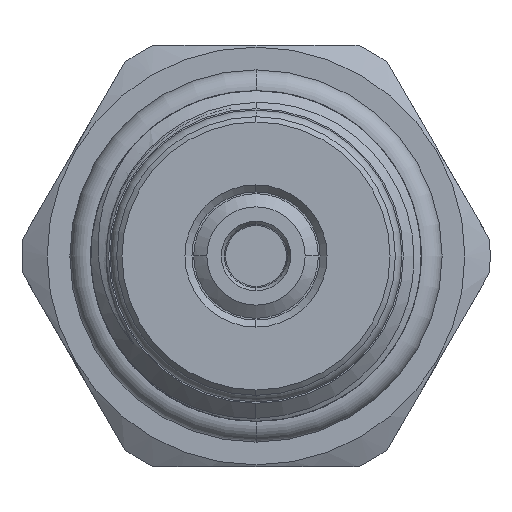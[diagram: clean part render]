
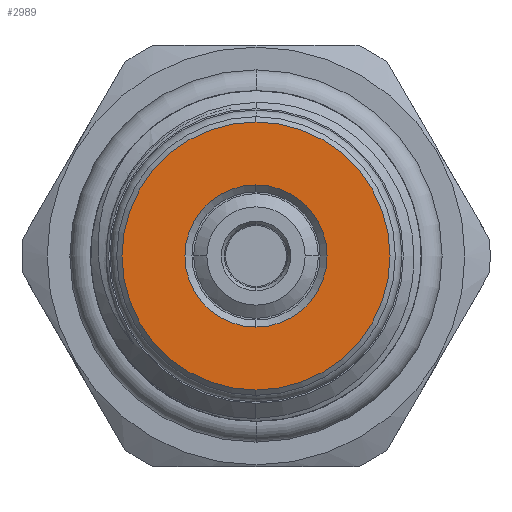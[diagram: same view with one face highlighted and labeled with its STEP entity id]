
A CAD part, left-side view. The second image highlights one B-rep face of the part: STEP entity #2989.
In plain terms, the highlighted planar face has unit normal (-1, 0, 0).
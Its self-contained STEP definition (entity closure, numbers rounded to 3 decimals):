
#480 = EDGE_CURVE ( 'NONE', #5297, #4055, #3042, .T. ) ;
#793 = ORIENTED_EDGE ( 'NONE', *, *, #5900, .T. ) ;
#1044 = CIRCLE ( 'NONE', #13062, 7.635 ) ;
#1090 = DIRECTION ( 'NONE',  ( 0., 0., -1. ) ) ;
#1219 = FACE_OUTER_BOUND ( 'NONE', #1538, .T. ) ;
#1538 = EDGE_LOOP ( 'NONE', ( #2985, #6382 ) ) ;
#1745 = AXIS2_PLACEMENT_3D ( 'NONE', #10795, #11936, #14206 ) ;
#2089 = CIRCLE ( 'NONE', #5109, 4.05 ) ;
#2985 = ORIENTED_EDGE ( 'NONE', *, *, #480, .T. ) ;
#2989 = ADVANCED_FACE ( 'NONE', ( #7925, #1219 ), #8470, .T. ) ;
#3042 = CIRCLE ( 'NONE', #1745, 7.635 ) ;
#3802 = CIRCLE ( 'NONE', #9343, 4.05 ) ;
#4055 = VERTEX_POINT ( 'NONE', #11786 ) ;
#5109 = AXIS2_PLACEMENT_3D ( 'NONE', #13110, #14149, #5241 ) ;
#5241 = DIRECTION ( 'NONE',  ( 0., 0., -1. ) ) ;
#5259 = CARTESIAN_POINT ( 'NONE',  ( -30.899, -7.935, 0. ) ) ;
#5297 = VERTEX_POINT ( 'NONE', #13628 ) ;
#5465 = ORIENTED_EDGE ( 'NONE', *, *, #12070, .T. ) ;
#5701 = DIRECTION ( 'NONE',  ( 0., 0., -1. ) ) ;
#5705 = VERTEX_POINT ( 'NONE', #10909 ) ;
#5900 = EDGE_CURVE ( 'NONE', #5705, #6770, #3802, .T. ) ;
#6301 = DIRECTION ( 'NONE',  ( -1., 0., 0. ) ) ;
#6382 = ORIENTED_EDGE ( 'NONE', *, *, #10653, .T. ) ;
#6770 = VERTEX_POINT ( 'NONE', #6799 ) ;
#6799 = CARTESIAN_POINT ( 'NONE',  ( -30.899, 0., 4.05 ) ) ;
#7864 = CARTESIAN_POINT ( 'NONE',  ( -30.899, 0., 0. ) ) ;
#7925 = FACE_BOUND ( 'NONE', #14238, .T. ) ;
#8470 = PLANE ( 'NONE',  #12958 ) ;
#8981 = DIRECTION ( 'NONE',  ( -1., 0., 0. ) ) ;
#9343 = AXIS2_PLACEMENT_3D ( 'NONE', #7864, #10095, #1090 ) ;
#10095 = DIRECTION ( 'NONE',  ( 1., 0., 0. ) ) ;
#10171 = CARTESIAN_POINT ( 'NONE',  ( -30.899, 0., 0. ) ) ;
#10653 = EDGE_CURVE ( 'NONE', #4055, #5297, #1044, .T. ) ;
#10795 = CARTESIAN_POINT ( 'NONE',  ( -30.899, 0., 0. ) ) ;
#10909 = CARTESIAN_POINT ( 'NONE',  ( -30.899, 0., -4.05 ) ) ;
#11786 = CARTESIAN_POINT ( 'NONE',  ( -30.899, 0., -7.635 ) ) ;
#11936 = DIRECTION ( 'NONE',  ( -1., 0., 0. ) ) ;
#12070 = EDGE_CURVE ( 'NONE', #6770, #5705, #2089, .T. ) ;
#12958 = AXIS2_PLACEMENT_3D ( 'NONE', #5259, #6301, #14219 ) ;
#13062 = AXIS2_PLACEMENT_3D ( 'NONE', #10171, #8981, #5701 ) ;
#13110 = CARTESIAN_POINT ( 'NONE',  ( -30.899, 0., 0. ) ) ;
#13628 = CARTESIAN_POINT ( 'NONE',  ( -30.899, 0., 7.635 ) ) ;
#14149 = DIRECTION ( 'NONE',  ( 1., 0., 0. ) ) ;
#14206 = DIRECTION ( 'NONE',  ( 0., 0., -1. ) ) ;
#14219 = DIRECTION ( 'NONE',  ( 0., 0., -1. ) ) ;
#14238 = EDGE_LOOP ( 'NONE', ( #793, #5465 ) ) ;
